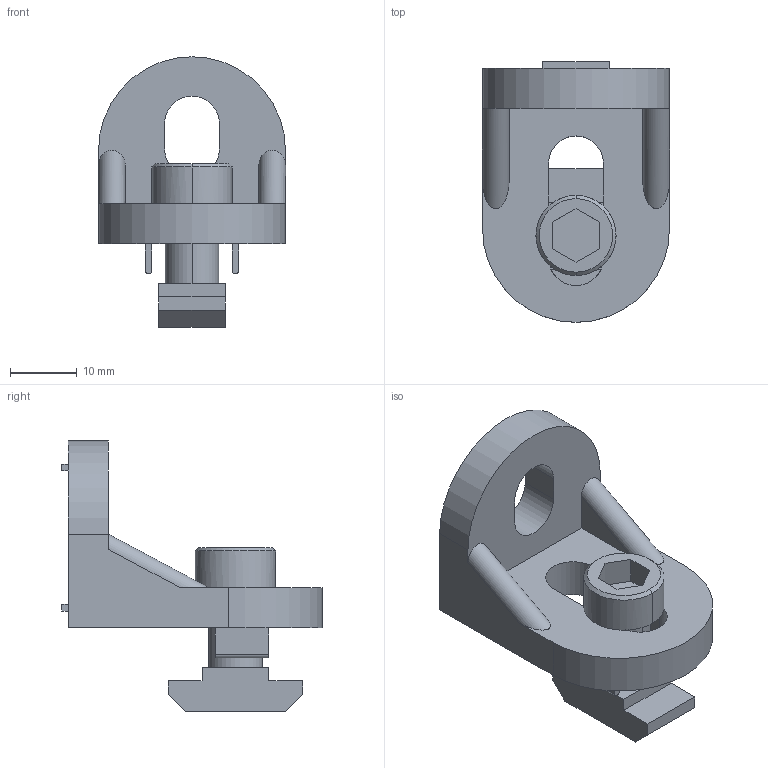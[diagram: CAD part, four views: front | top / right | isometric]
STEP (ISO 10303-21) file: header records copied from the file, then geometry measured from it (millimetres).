
FILE_DESCRIPTION(('STEP AP214'),'1');
FILE_NAME('cctmp_2AAD14F5-2BD8-4460-B951-3CCCF261762B_2020_3_13_13_54_21_846..stp','2020-03-13T12:54:22',('Bosch Rexroth AG'),('CADClick - www.CADClick.com'),'Spatial InterOp 3D',' ','unknown authorization - (Healing Option Enabled)');
FILE_SCHEMA(('AUTOMOTIVE_DESIGN'));
Length unit declared in the file: millimetre
Products named in the file (1): 2020_03_13__13-54-21-846
Bounding box: 28 x 39 x 40.49 mm (x, y, z)
Volume: 10224.2 mm3; surface area: 5698.1 mm2
Topology: 1 solids, 1 shells, 67 faces, 174 edges, 114 vertices
Faces by surface type: plane 51, cylinder 14, cone 2
Entity records: 2668 total; most frequent: CARTESIAN_POINT 428, ORIENTED_EDGE 348, DIRECTION 338, EDGE_CURVE 174, LINE 138, VECTOR 138, VERTEX_POINT 114, AXIS2_PLACEMENT_3D 100
